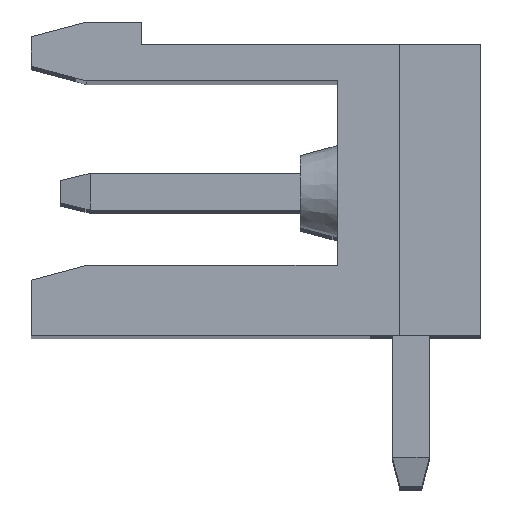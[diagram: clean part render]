
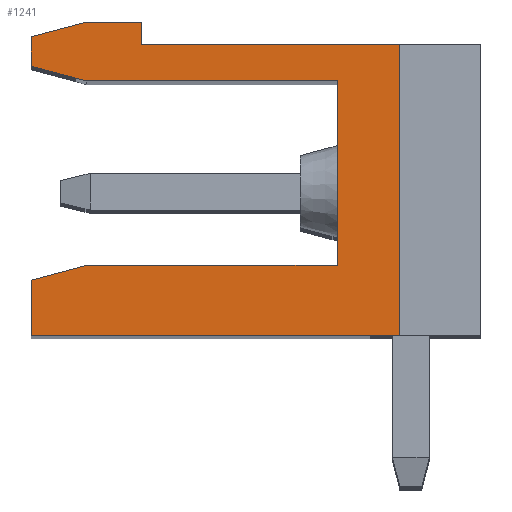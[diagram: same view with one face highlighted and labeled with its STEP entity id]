
A CAD part, top view. The second image highlights one B-rep face of the part: STEP entity #1241.
In plain terms, the highlighted planar face has unit normal (0, 0, 1).
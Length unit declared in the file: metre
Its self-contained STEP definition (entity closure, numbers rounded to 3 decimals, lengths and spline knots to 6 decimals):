
#1241=ADVANCED_FACE('',(#2771),#2772,.F.);
#2771=FACE_OUTER_BOUND('',#4604,.T.);
#2772=PLANE('',#4605);
#4604=EDGE_LOOP('',(#8219,#8220,#8221,#8222,#8223,#8224,#8225,#8226,#8227,#8228,#8229,#8230,#8231));
#4605=AXIS2_PLACEMENT_3D('',#8232,#8233,#8234);
#8219=ORIENTED_EDGE('',*,*,#12004,.T.);
#8220=ORIENTED_EDGE('',*,*,#12006,.T.);
#8221=ORIENTED_EDGE('',*,*,#12007,.T.);
#8222=ORIENTED_EDGE('',*,*,#12008,.T.);
#8223=ORIENTED_EDGE('',*,*,#12009,.T.);
#8224=ORIENTED_EDGE('',*,*,#12010,.T.);
#8225=ORIENTED_EDGE('',*,*,#12011,.T.);
#8226=ORIENTED_EDGE('',*,*,#12012,.F.);
#8227=ORIENTED_EDGE('',*,*,#12013,.F.);
#8228=ORIENTED_EDGE('',*,*,#12014,.F.);
#8229=ORIENTED_EDGE('',*,*,#12015,.F.);
#8230=ORIENTED_EDGE('',*,*,#12016,.F.);
#8231=ORIENTED_EDGE('',*,*,#12017,.T.);
#8232=CARTESIAN_POINT('',(-0.0037,0.0069,0.53324));
#8233=DIRECTION('',(0.0,0.0,-1.0));
#8234=DIRECTION('',(0.0,-1.0,0.0));
#12004=EDGE_CURVE('',#14627,#14702,#14704,.T.);
#12006=EDGE_CURVE('',#14702,#14706,#14707,.T.);
#12007=EDGE_CURVE('',#14706,#14708,#14709,.T.);
#12008=EDGE_CURVE('',#14708,#14710,#14711,.T.);
#12009=EDGE_CURVE('',#14710,#14712,#14713,.T.);
#12010=EDGE_CURVE('',#14712,#14714,#14715,.T.);
#12011=EDGE_CURVE('',#14714,#14716,#14717,.T.);
#12012=EDGE_CURVE('',#14718,#14716,#14719,.T.);
#12013=EDGE_CURVE('',#14720,#14718,#14721,.T.);
#12014=EDGE_CURVE('',#14722,#14720,#14723,.T.);
#12015=EDGE_CURVE('',#14724,#14722,#14725,.T.);
#12016=EDGE_CURVE('',#14726,#14724,#14727,.T.);
#12017=EDGE_CURVE('',#14726,#14627,#14728,.T.);
#14627=VERTEX_POINT('',#18502);
#14702=VERTEX_POINT('',#18619);
#14704=LINE('',#18622,#18623);
#14706=VERTEX_POINT('',#18625);
#14707=LINE('',#18626,#18627);
#14708=VERTEX_POINT('',#18628);
#14709=LINE('',#18629,#18630);
#14710=VERTEX_POINT('',#18631);
#14711=LINE('',#18632,#18633);
#14712=VERTEX_POINT('',#18634);
#14713=LINE('',#18635,#18636);
#14714=VERTEX_POINT('',#18637);
#14715=LINE('',#18638,#18639);
#14716=VERTEX_POINT('',#18640);
#14717=LINE('',#18641,#18642);
#14718=VERTEX_POINT('',#18643);
#14719=LINE('',#18644,#18645);
#14720=VERTEX_POINT('',#18646);
#14721=LINE('',#18647,#18648);
#14722=VERTEX_POINT('',#18649);
#14723=LINE('',#18650,#18651);
#14724=VERTEX_POINT('',#18652);
#14725=LINE('',#18653,#18654);
#14726=VERTEX_POINT('',#18655);
#14727=LINE('',#18656,#18657);
#14728=LINE('',#18658,#18659);
#18502=CARTESIAN_POINT('',(-0.012,0.,0.53324));
#18619=CARTESIAN_POINT('',(-0.002,0.,0.53324));
#18622=CARTESIAN_POINT('',(-0.012,0.,0.53324));
#18623=VECTOR('',#21199,1.0);
#18625=CARTESIAN_POINT('',(-0.002,0.0079,0.53324));
#18626=CARTESIAN_POINT('',(-0.002,0.0079,0.53324));
#18627=VECTOR('',#21200,1.0);
#18628=CARTESIAN_POINT('',(-0.009,0.0079,0.53324));
#18629=CARTESIAN_POINT('',(-0.0022,0.0079,0.53324));
#18630=VECTOR('',#21201,1.0);
#18631=CARTESIAN_POINT('',(-0.009,0.0085,0.53324));
#18632=CARTESIAN_POINT('',(-0.009,0.0081,0.53324));
#18633=VECTOR('',#21202,1.0);
#18634=CARTESIAN_POINT('',(-0.010507,0.0085,0.53324));
#18635=CARTESIAN_POINT('',(-0.009,0.0085,0.53324));
#18636=VECTOR('',#21203,1.0);
#18637=CARTESIAN_POINT('',(-0.012,0.0081,0.53324));
#18638=CARTESIAN_POINT('',(-0.010507,0.0085,0.53324));
#18639=VECTOR('',#21204,1.0);
#18640=CARTESIAN_POINT('',(-0.012,0.0073,0.53324));
#18641=CARTESIAN_POINT('',(-0.012,0.0082,0.53324));
#18642=VECTOR('',#21205,1.0);
#18643=CARTESIAN_POINT('',(-0.010507,0.0069,0.53324));
#18644=CARTESIAN_POINT('',(-0.012,0.0073,0.53324));
#18645=VECTOR('',#21206,1.0);
#18646=CARTESIAN_POINT('',(-0.0037,0.0069,0.53324));
#18647=CARTESIAN_POINT('',(-0.010507,0.0069,0.53324));
#18648=VECTOR('',#21207,1.0);
#18649=CARTESIAN_POINT('',(-0.0037,0.0019,0.53324));
#18650=CARTESIAN_POINT('',(-0.0037,0.0069,0.53324));
#18651=VECTOR('',#21208,1.0);
#18652=CARTESIAN_POINT('',(-0.0105,0.0019,0.53324));
#18653=CARTESIAN_POINT('',(-0.0037,0.0019,0.53324));
#18654=VECTOR('',#21209,1.0);
#18655=CARTESIAN_POINT('',(-0.012,0.001498,0.53324));
#18656=CARTESIAN_POINT('',(-0.0105,0.0019,0.53324));
#18657=VECTOR('',#21210,1.0);
#18658=CARTESIAN_POINT('',(-0.012,0.0082,0.53324));
#18659=VECTOR('',#21211,1.0);
#21199=DIRECTION('',(1.0,0.0,0.0));
#21200=DIRECTION('',(0.0,1.0,0.0));
#21201=DIRECTION('',(-1.0,0.0,0.0));
#21202=DIRECTION('',(0.,1.0,0.0));
#21203=DIRECTION('',(-1.0,0.0,0.0));
#21204=DIRECTION('',(-0.966,-0.259,0.0));
#21205=DIRECTION('',(0.0,-1.0,0.0));
#21206=DIRECTION('',(-0.966,0.259,0.0));
#21207=DIRECTION('',(-1.0,0.0,0.0));
#21208=DIRECTION('',(0.,1.0,0.0));
#21209=DIRECTION('',(1.0,0.0,0.0));
#21210=DIRECTION('',(0.966,0.259,0.0));
#21211=DIRECTION('',(0.0,-1.0,0.0));
